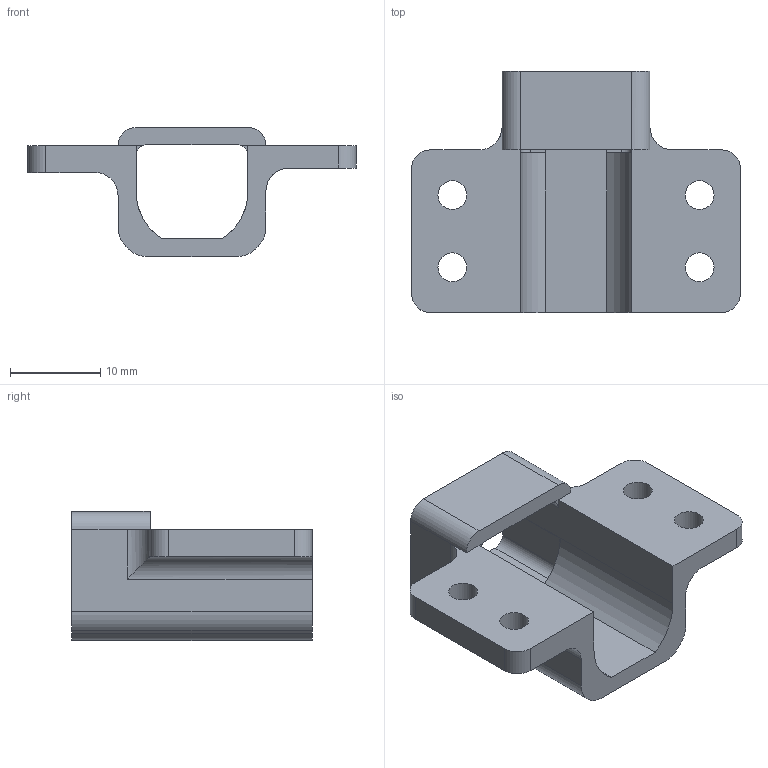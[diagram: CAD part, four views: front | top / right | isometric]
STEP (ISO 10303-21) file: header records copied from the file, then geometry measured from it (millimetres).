
FILE_DESCRIPTION(('HOOPS Exchange Step'),'2;1');
FILE_NAME('temp_export','2024-02-09T09:19:59-05:00',('Lenovo'),('Shapr3D Limited'),'HOOPS Exchange 2023.2','Shapr3D','Authorized');
FILE_SCHEMA( ('AUTOMOTIVE_DESIGN { 1 0 10303 214 1 1 1 1 }') );
Length unit declared in the file: millimetre
Products named in the file (1): root
Bounding box: 36.4 x 26.7 x 14.3 mm (x, y, z)
Volume: 3223.9 mm3; surface area: 3199.7 mm2
Topology: 1 solids, 1 shells, 59 faces, 175 edges, 116 vertices
Faces by surface type: plane 35, cylinder 24
Full cylindrical faces by diameter (mm): 3.2 x4
Entity records: 2030 total; most frequent: CARTESIAN_POINT 351, ORIENTED_EDGE 350, DIRECTION 348, EDGE_CURVE 175, VECTOR 122, LINE 122, VERTEX_POINT 116, AXIS2_PLACEMENT_3D 113
